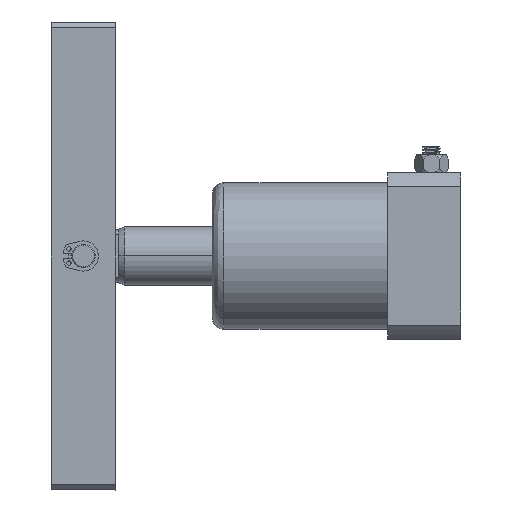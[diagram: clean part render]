
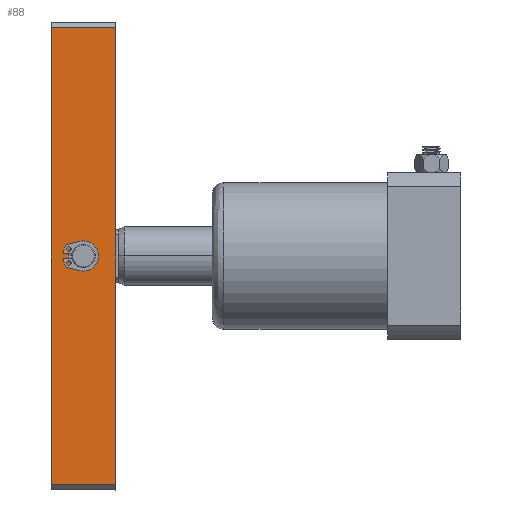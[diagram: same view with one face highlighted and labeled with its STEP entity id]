
A CAD part, left-side view. The second image highlights one B-rep face of the part: STEP entity #88.
In plain terms, the highlighted face is planar.
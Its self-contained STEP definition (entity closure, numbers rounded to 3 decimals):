
#88 = ADVANCED_FACE ( 'NONE', ( #844, #18024 ), #141, .T. ) ;
#141 = PLANE ( 'NONE',  #18888 ) ;
#303 = VERTEX_POINT ( 'NONE', #17878 ) ;
#480 = CARTESIAN_POINT ( 'NONE',  ( 78., 0., -11. ) ) ;
#509 = DIRECTION ( 'NONE',  ( 0., 0., -1. ) ) ;
#539 = DIRECTION ( 'NONE',  ( -1., 0., 0. ) ) ;
#836 = VERTEX_POINT ( 'NONE', #12021 ) ;
#844 = FACE_OUTER_BOUND ( 'NONE', #15858, .T. ) ;
#958 = EDGE_CURVE ( 'NONE', #836, #8141, #19575, .T. ) ;
#1079 = ORIENTED_EDGE ( 'NONE', *, *, #19857, .T. ) ;
#1232 = DIRECTION ( 'NONE',  ( 0., 1., 0. ) ) ;
#1511 = CARTESIAN_POINT ( 'NONE',  ( 0., 11., -11. ) ) ;
#2246 = ORIENTED_EDGE ( 'NONE', *, *, #7002, .F. ) ;
#2303 = AXIS2_PLACEMENT_3D ( 'NONE', #21141, #11190, #1232 ) ;
#2374 = VECTOR ( 'NONE', #19826, 1000. ) ;
#2792 = LINE ( 'NONE', #14509, #20526 ) ;
#3145 = DIRECTION ( 'NONE',  ( 0., 1., 0. ) ) ;
#4729 = ORIENTED_EDGE ( 'NONE', *, *, #17293, .T. ) ;
#4869 = DIRECTION ( 'NONE',  ( -1., 0., 0. ) ) ;
#6531 = CIRCLE ( 'NONE', #16224, 5. ) ;
#7002 = EDGE_CURVE ( 'NONE', #836, #7263, #16768, .T. ) ;
#7053 = CARTESIAN_POINT ( 'NONE',  ( -80., 22., -11. ) ) ;
#7263 = VERTEX_POINT ( 'NONE', #19479 ) ;
#7891 = VERTEX_POINT ( 'NONE', #13993 ) ;
#7898 = VECTOR ( 'NONE', #15368, 1000. ) ;
#8075 = CARTESIAN_POINT ( 'NONE',  ( 0., 16., -11. ) ) ;
#8141 = VERTEX_POINT ( 'NONE', #14031 ) ;
#8506 = ORIENTED_EDGE ( 'NONE', *, *, #958, .T. ) ;
#9184 = VECTOR ( 'NONE', #4869, 1000. ) ;
#9239 = CIRCLE ( 'NONE', #2303, 5. ) ;
#11173 = ORIENTED_EDGE ( 'NONE', *, *, #11734, .T. ) ;
#11190 = DIRECTION ( 'NONE',  ( 0., 0., 1. ) ) ;
#11734 = EDGE_CURVE ( 'NONE', #303, #12977, #6531, .T. ) ;
#12021 = CARTESIAN_POINT ( 'NONE',  ( 78., 22., -11. ) ) ;
#12234 = CARTESIAN_POINT ( 'NONE',  ( 78., 0., -11. ) ) ;
#12977 = VERTEX_POINT ( 'NONE', #8075 ) ;
#13137 = DIRECTION ( 'NONE',  ( 0., 0., 1. ) ) ;
#13166 = CARTESIAN_POINT ( 'NONE',  ( -80., 0., -11. ) ) ;
#13532 = EDGE_CURVE ( 'NONE', #7263, #7891, #2792, .T. ) ;
#13993 = CARTESIAN_POINT ( 'NONE',  ( -78., 0., -11. ) ) ;
#14031 = CARTESIAN_POINT ( 'NONE',  ( 78., 0., -11. ) ) ;
#14509 = CARTESIAN_POINT ( 'NONE',  ( -78., 0., -11. ) ) ;
#15166 = EDGE_LOOP ( 'NONE', ( #4729, #11173 ) ) ;
#15368 = DIRECTION ( 'NONE',  ( -1., 0., 0. ) ) ;
#15858 = EDGE_LOOP ( 'NONE', ( #18117, #2246, #8506, #1079 ) ) ;
#16224 = AXIS2_PLACEMENT_3D ( 'NONE', #1511, #13137, #3145 ) ;
#16768 = LINE ( 'NONE', #7053, #7898 ) ;
#17293 = EDGE_CURVE ( 'NONE', #12977, #303, #9239, .T. ) ;
#17878 = CARTESIAN_POINT ( 'NONE',  ( 0., 6., -11. ) ) ;
#18024 = FACE_BOUND ( 'NONE', #15166, .T. ) ;
#18117 = ORIENTED_EDGE ( 'NONE', *, *, #13532, .F. ) ;
#18585 = LINE ( 'NONE', #13166, #9184 ) ;
#18888 = AXIS2_PLACEMENT_3D ( 'NONE', #480, #509, #539 ) ;
#19479 = CARTESIAN_POINT ( 'NONE',  ( -78., 22., -11. ) ) ;
#19523 = DIRECTION ( 'NONE',  ( 0., -1., 0. ) ) ;
#19575 = LINE ( 'NONE', #12234, #2374 ) ;
#19826 = DIRECTION ( 'NONE',  ( 0., -1., 0. ) ) ;
#19857 = EDGE_CURVE ( 'NONE', #8141, #7891, #18585, .T. ) ;
#20526 = VECTOR ( 'NONE', #19523, 1000. ) ;
#21141 = CARTESIAN_POINT ( 'NONE',  ( 0., 11., -11. ) ) ;
